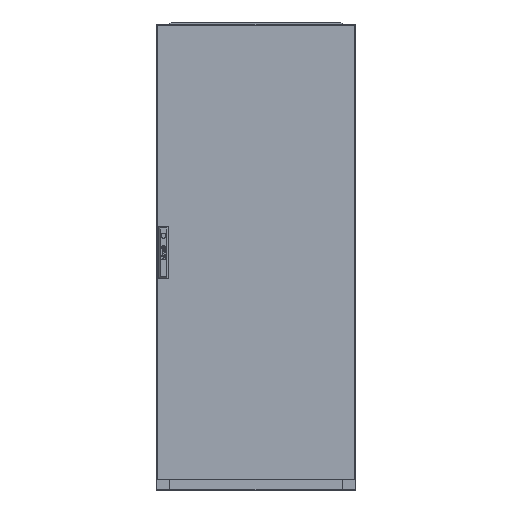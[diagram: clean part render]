
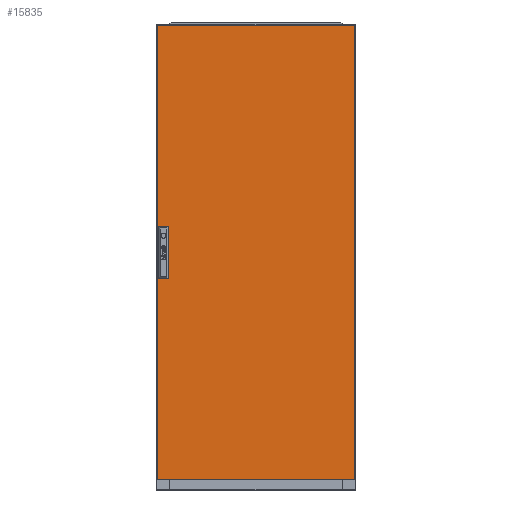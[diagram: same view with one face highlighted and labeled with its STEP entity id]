
A CAD part, top view. The second image highlights one B-rep face of the part: STEP entity #15835.
In plain terms, the highlighted planar face has unit normal (0, 0, 1).
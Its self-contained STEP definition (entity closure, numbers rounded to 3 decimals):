
#154 = CARTESIAN_POINT ( 'NONE',  ( -293.4, -78.5, 0. ) ) ;
#509 = ORIENTED_EDGE ( 'NONE', *, *, #22711, .T. ) ;
#3327 = CARTESIAN_POINT ( 'NONE',  ( -297., -683.5, 0. ) ) ;
#3916 = CARTESIAN_POINT ( 'NONE',  ( -293.4, 78.5, 0. ) ) ;
#4685 = DIRECTION ( 'NONE',  ( 1., 0., 0. ) ) ;
#4803 = CARTESIAN_POINT ( 'NONE',  ( -297., 683.5, 0. ) ) ;
#5112 = VERTEX_POINT ( 'NONE', #15740 ) ;
#5565 = LINE ( 'NONE', #65224, #24197 ) ;
#8158 = DIRECTION ( 'NONE',  ( 1., 0., 0. ) ) ;
#10797 = DIRECTION ( 'NONE',  ( 0., 1., 0. ) ) ;
#11129 = EDGE_CURVE ( 'NONE', #28115, #68890, #79040, .T. ) ;
#11160 = VECTOR ( 'NONE', #39776, 1000. ) ;
#11297 = LINE ( 'NONE', #74166, #29835 ) ;
#14110 = CARTESIAN_POINT ( 'NONE',  ( -263., 78.5, 0. ) ) ;
#14209 = ORIENTED_EDGE ( 'NONE', *, *, #98206, .T. ) ;
#15002 = DIRECTION ( 'NONE',  ( 0., -1., 0. ) ) ;
#15740 = CARTESIAN_POINT ( 'NONE',  ( 297., 683.5, 0. ) ) ;
#15835 = ADVANCED_FACE ( 'NONE', ( #24691, #85372 ), #28209, .T. ) ;
#20160 = EDGE_CURVE ( 'NONE', #68890, #46930, #39320, .T. ) ;
#20294 = VERTEX_POINT ( 'NONE', #14110 ) ;
#20410 = CARTESIAN_POINT ( 'NONE',  ( -297., -683.5, 0. ) ) ;
#22624 = LINE ( 'NONE', #3916, #59737 ) ;
#22711 = EDGE_CURVE ( 'NONE', #46930, #5112, #11297, .T. ) ;
#24197 = VECTOR ( 'NONE', #15002, 1000. ) ;
#24691 = FACE_BOUND ( 'NONE', #97174, .T. ) ;
#28115 = VERTEX_POINT ( 'NONE', #41326 ) ;
#28209 = PLANE ( 'NONE',  #31769 ) ;
#29835 = VECTOR ( 'NONE', #10797, 1000. ) ;
#30927 = ORIENTED_EDGE ( 'NONE', *, *, #44671, .T. ) ;
#31769 = AXIS2_PLACEMENT_3D ( 'NONE', #44155, #52073, #4685 ) ;
#31827 = CARTESIAN_POINT ( 'NONE',  ( -293.4, 0., 0. ) ) ;
#36775 = LINE ( 'NONE', #4803, #78939 ) ;
#36858 = VECTOR ( 'NONE', #100984, 1000. ) ;
#36978 = ORIENTED_EDGE ( 'NONE', *, *, #20160, .T. ) ;
#39081 = VERTEX_POINT ( 'NONE', #47471 ) ;
#39320 = LINE ( 'NONE', #20410, #100136 ) ;
#39776 = DIRECTION ( 'NONE',  ( 0., -1., 0. ) ) ;
#41326 = CARTESIAN_POINT ( 'NONE',  ( -297., 683.5, 0. ) ) ;
#44155 = CARTESIAN_POINT ( 'NONE',  ( 0., 0., 0. ) ) ;
#44237 = DIRECTION ( 'NONE',  ( 1., 0., 0. ) ) ;
#44671 = EDGE_CURVE ( 'NONE', #5112, #28115, #36775, .T. ) ;
#45497 = CARTESIAN_POINT ( 'NONE',  ( -297., 683.5, 0. ) ) ;
#46167 = VECTOR ( 'NONE', #8158, 1000. ) ;
#46930 = VERTEX_POINT ( 'NONE', #98460 ) ;
#47471 = CARTESIAN_POINT ( 'NONE',  ( -263., -78.5, 0. ) ) ;
#48694 = ORIENTED_EDGE ( 'NONE', *, *, #11129, .T. ) ;
#50953 = DIRECTION ( 'NONE',  ( 1., 0., 0. ) ) ;
#51090 = LINE ( 'NONE', #154, #46167 ) ;
#52073 = DIRECTION ( 'NONE',  ( 0., 0., 1. ) ) ;
#53191 = LINE ( 'NONE', #31827, #11160 ) ;
#53679 = ORIENTED_EDGE ( 'NONE', *, *, #64738, .F. ) ;
#59737 = VECTOR ( 'NONE', #50953, 1000. ) ;
#60189 = DIRECTION ( 'NONE',  ( -1., 0., 0. ) ) ;
#64738 = EDGE_CURVE ( 'NONE', #101737, #39081, #51090, .T. ) ;
#65224 = CARTESIAN_POINT ( 'NONE',  ( -263., 0., 0. ) ) ;
#66043 = ORIENTED_EDGE ( 'NONE', *, *, #89627, .F. ) ;
#68890 = VERTEX_POINT ( 'NONE', #3327 ) ;
#74166 = CARTESIAN_POINT ( 'NONE',  ( 297., 683.5, 0. ) ) ;
#76824 = VERTEX_POINT ( 'NONE', #99396 ) ;
#78939 = VECTOR ( 'NONE', #60189, 1000. ) ;
#79040 = LINE ( 'NONE', #45497, #36858 ) ;
#83975 = EDGE_CURVE ( 'NONE', #76824, #20294, #22624, .T. ) ;
#85372 = FACE_OUTER_BOUND ( 'NONE', #94681, .T. ) ;
#89627 = EDGE_CURVE ( 'NONE', #76824, #101737, #53191, .T. ) ;
#89925 = CARTESIAN_POINT ( 'NONE',  ( -293.4, -78.5, 0. ) ) ;
#90062 = ORIENTED_EDGE ( 'NONE', *, *, #83975, .T. ) ;
#94681 = EDGE_LOOP ( 'NONE', ( #509, #30927, #48694, #36978 ) ) ;
#97174 = EDGE_LOOP ( 'NONE', ( #90062, #14209, #53679, #66043 ) ) ;
#98206 = EDGE_CURVE ( 'NONE', #20294, #39081, #5565, .T. ) ;
#98460 = CARTESIAN_POINT ( 'NONE',  ( 297., -683.5, 0. ) ) ;
#99396 = CARTESIAN_POINT ( 'NONE',  ( -293.4, 78.5, 0. ) ) ;
#100136 = VECTOR ( 'NONE', #44237, 1000. ) ;
#100984 = DIRECTION ( 'NONE',  ( 0., -1., 0. ) ) ;
#101737 = VERTEX_POINT ( 'NONE', #89925 ) ;
